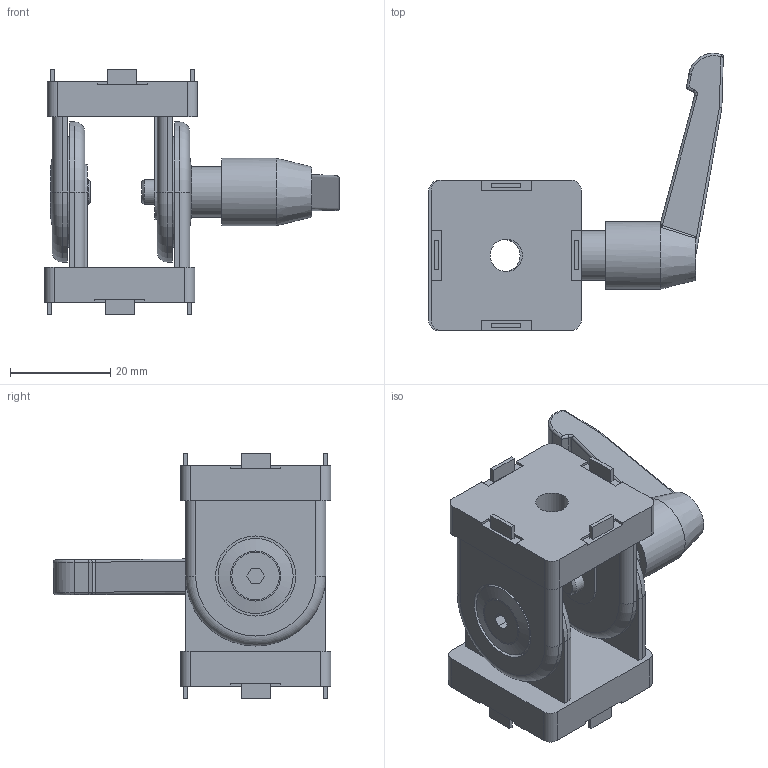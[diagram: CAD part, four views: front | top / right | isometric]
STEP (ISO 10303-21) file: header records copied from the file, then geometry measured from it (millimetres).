
FILE_DESCRIPTION(/* description */ ('Kloubový spoj s aretací'),/* implementation_level */ '2;1');
FILE_NAME(/* name */ '323031.stp',/* time_stamp */ '2022-10-07T08:09:28+02:00',/* author */ ('aluteckkpl_am'),/* organization */ (''),/* preprocessor_version */ 'ST-DEVELOPER v18.1',/* originating_system */ 'Autodesk Inventor 2021',/* authorisation */ '');
FILE_SCHEMA (('CONFIG_CONTROL_DESIGN'));
Length unit declared in the file: millimetre
Products named in the file (6): 323031; 323030-1; 323030-2; 323030-3; 200508.4; 323031-4
Assembly tree (8 placements, depth 2):
  323031
    323030-1  x2
    323030-2  x2
    323030-3  x2
    200508.4
    323031-4
Bounding box: 58.87 x 55.43 x 49 mm (x, y, z)
Volume: 25650.3 mm3; surface area: 16681.9 mm2
Topology: 8 solids, 8 shells, 278 faces, 677 edges, 446 vertices
Faces by surface type: plane 174, cylinder 77, torus 9, cone 8, sphere 6, bspline 4
Full cylindrical faces by diameter (mm): 2 x4, 2.1 x4, 4.134 x2, 5 x2, 6.5 x2, 7.5 x2, 10 x2, 11.2 x2, 13.5 x1, 14 x2, 14.5 x2, 15 x2, 16 x2, 22 x4
Entity records: 5297 total; most frequent: CARTESIAN_POINT 993, DIRECTION 885, ORIENTED_EDGE 810, EDGE_CURVE 405, AXIS2_PLACEMENT_3D 314, VERTEX_POINT 264, LINE 257, VECTOR 257
